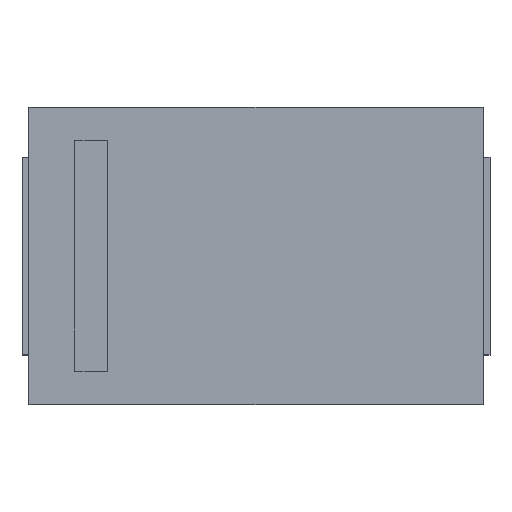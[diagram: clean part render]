
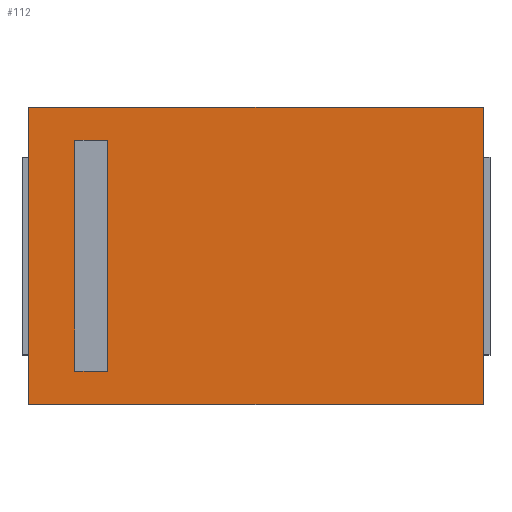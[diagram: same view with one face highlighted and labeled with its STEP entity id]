
A CAD part, top view. The second image highlights one B-rep face of the part: STEP entity #112.
In plain terms, the highlighted planar face has unit normal (0, 0, 1).
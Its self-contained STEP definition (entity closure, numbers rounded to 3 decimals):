
#112=ADVANCED_FACE('',(#307,#309),#311,.T.);
#307=FACE_BOUND('',#308,.T.);
#308=EDGE_LOOP('',(#464,#465,#466,#467));
#309=FACE_BOUND('',#310,.T.);
#310=EDGE_LOOP('',(#468,#469,#470,#471));
#311=PLANE('',#312);
#312=AXIS2_PLACEMENT_3D('',#313,#314,#315);
#313=CARTESIAN_POINT('',(0.,0.,4.));
#314=DIRECTION('',(0.,0.,1.));
#315=DIRECTION('',(1.,0.,0.));
#464=ORIENTED_EDGE('',*,*,#578,.T.);
#465=ORIENTED_EDGE('',*,*,#565,.T.);
#466=ORIENTED_EDGE('',*,*,#579,.T.);
#467=ORIENTED_EDGE('',*,*,#567,.T.);
#468=ORIENTED_EDGE('',*,*,#580,.T.);
#469=ORIENTED_EDGE('',*,*,#581,.T.);
#470=ORIENTED_EDGE('',*,*,#582,.T.);
#471=ORIENTED_EDGE('',*,*,#583,.T.);
#565=EDGE_CURVE('',#634,#639,#641,.T.);
#567=EDGE_CURVE('',#645,#643,#646,.T.);
#578=EDGE_CURVE('',#643,#634,#662,.T.);
#579=EDGE_CURVE('',#639,#645,#663,.T.);
#580=EDGE_CURVE('',#664,#665,#666,.F.);
#581=EDGE_CURVE('',#665,#667,#668,.F.);
#582=EDGE_CURVE('',#667,#669,#670,.F.);
#583=EDGE_CURVE('',#669,#664,#671,.F.);
#634=VERTEX_POINT('',#762);
#639=VERTEX_POINT('',#771);
#641=LINE('',#775,#776);
#643=VERTEX_POINT('',#779);
#645=VERTEX_POINT('',#783);
#646=LINE('',#784,#785);
#662=LINE('',#822,#823);
#663=LINE('',#825,#826);
#664=VERTEX_POINT('',#828);
#665=VERTEX_POINT('',#829);
#666=LINE('',#830,#831);
#667=VERTEX_POINT('',#833);
#668=LINE('',#834,#835);
#669=VERTEX_POINT('',#837);
#670=LINE('',#838,#839);
#671=LINE('',#841,#842);
#762=CARTESIAN_POINT('',(-3.45,-2.25,4.));
#771=CARTESIAN_POINT('',(3.45,-2.25,4.));
#775=CARTESIAN_POINT('',(-3.45,-2.25,4.));
#776=VECTOR('',#777,1.);
#777=DIRECTION('',(1.,0.,0.));
#779=CARTESIAN_POINT('',(-3.45,2.25,4.));
#783=CARTESIAN_POINT('',(3.45,2.25,4.));
#784=CARTESIAN_POINT('',(3.45,2.25,4.));
#785=VECTOR('',#786,1.);
#786=DIRECTION('',(-1.,0.,0.));
#822=CARTESIAN_POINT('',(-3.45,2.25,4.));
#823=VECTOR('',#824,1.);
#824=DIRECTION('',(0.,-1.,0.));
#825=CARTESIAN_POINT('',(3.45,-2.25,4.));
#826=VECTOR('',#827,1.);
#827=DIRECTION('',(0.,1.,0.));
#828=CARTESIAN_POINT('',(-2.25,1.75,4.));
#829=CARTESIAN_POINT('',(-2.25,-1.75,4.));
#830=CARTESIAN_POINT('',(-2.25,-1.75,4.));
#831=VECTOR('',#832,1.);
#832=DIRECTION('',(0.,1.,0.));
#833=CARTESIAN_POINT('',(-2.75,-1.75,4.));
#834=CARTESIAN_POINT('',(-2.75,-1.75,4.));
#835=VECTOR('',#836,1.);
#836=DIRECTION('',(1.,0.,0.));
#837=CARTESIAN_POINT('',(-2.75,1.75,4.));
#838=CARTESIAN_POINT('',(-2.75,1.75,4.));
#839=VECTOR('',#840,1.);
#840=DIRECTION('',(0.,-1.,0.));
#841=CARTESIAN_POINT('',(-2.25,1.75,4.));
#842=VECTOR('',#843,1.);
#843=DIRECTION('',(-1.,0.,0.));
